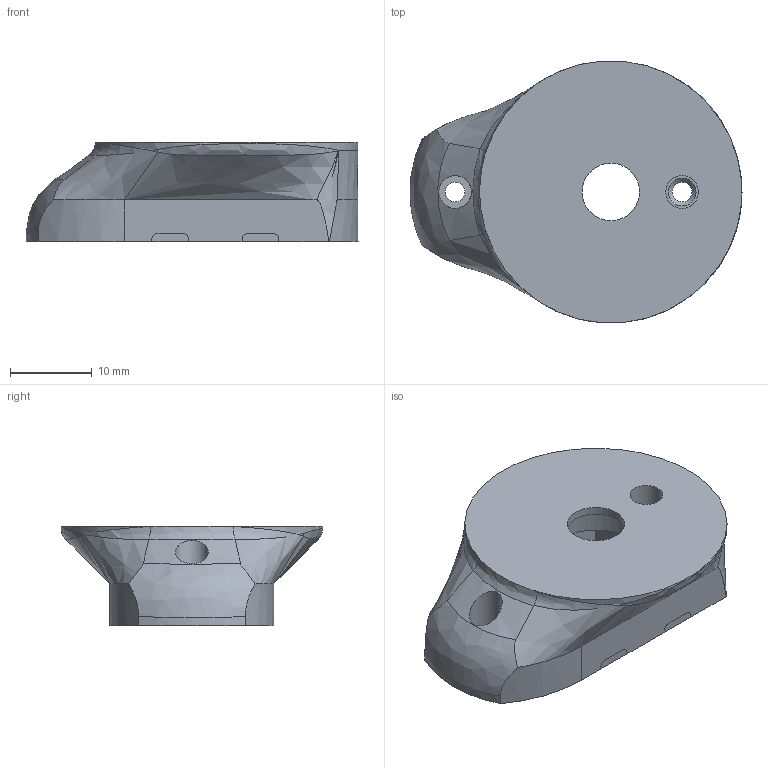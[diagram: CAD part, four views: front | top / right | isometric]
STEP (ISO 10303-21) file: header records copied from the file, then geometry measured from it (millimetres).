
FILE_DESCRIPTION(/* description */ (''),/* implementation_level */ '2;1');
FILE_NAME(/* name */ 'P102 v2.step',/* time_stamp */ '2025-06-25T17:39:52+02:00',/* author */ (''),/* organization */ (''),/* preprocessor_version */ 'ST-DEVELOPER v20.1',/* originating_system */ 'Autodesk Translation Framework v14.10.0.0',/* authorisation */ '');
FILE_SCHEMA (('AUTOMOTIVE_DESIGN { 1 0 10303 214 3 1 1 }'));
Length unit declared in the file: millimetre
Products named in the file (2): P102; Component2
Assembly tree (1 placements, depth 2):
  P102
    Component2
Bounding box: 40.5 x 31.95 x 12.1 mm (x, y, z)
Volume: 6037.6 mm3; surface area: 3767.7 mm2
Topology: 1 solids, 1 shells, 58 faces, 166 edges, 107 vertices
Faces by surface type: bspline 22, plane 21, cylinder 14, cone 1
Full cylindrical faces by diameter (mm): 2.4 x2, 3.4 x1, 4 x2, 7 x1
Entity records: 2823 total; most frequent: CARTESIAN_POINT 1397, ORIENTED_EDGE 320, DIRECTION 226, EDGE_CURVE 160, VERTEX_POINT 107, AXIS2_PLACEMENT_3D 79, LINE 68, VECTOR 68
